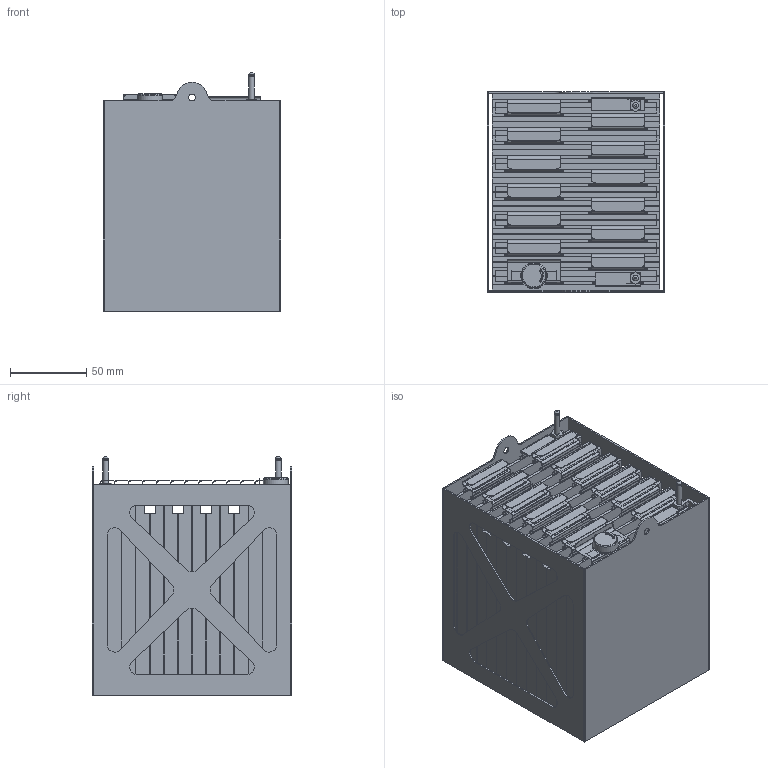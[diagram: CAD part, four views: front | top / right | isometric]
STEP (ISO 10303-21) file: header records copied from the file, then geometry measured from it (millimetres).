
FILE_DESCRIPTION(/* description */ ('CAx-IF Rec.Pracs.---Representation and Presentation of Product Manufacturing Information (PMI)---4.0---2014-10-13','CAx-IF Rec.Pracs.---3D Tessellated Geometry---0.4---2014-09-14','2;1'),/* implementation_level */ '2;1');
FILE_NAME(/* name */ '002199_E_1-Cell_stack_V3_ct6',/* time_stamp */ '2023-12-21T11:18:45+01:00',/* author */ (''),/* organization */ (''),/* preprocessor_version */ 'ST-DEVELOPER v18.102',/* originating_system */ 'SIEMENS PLM Software NX2206.1700',/* authorisation */ $);
FILE_SCHEMA (('AP242_MANAGED_MODEL_BASED_3D_ENGINEERING_MIM_LF { 1 0 10303 442 3 1 4 }'));
Length unit declared in the file: millimetre
Products named in the file (13): 002199_E_1-Cell_stack_V3_ct6; 002241_A;1-stack_side_plates; 002203_B;1-MP_busbar_tab; 002346_A;1-wurth_M4_mutter_THT; 002056_A;1-RADLOCK_036_PIN; 002080_A;1-stack_endplate_ct6; 002078_A;1-iButton_FSG_Cell_Tempsensor; 002200_B;1-PouchCell 2.P; 002201_B;1-PouchCell 2.N; 002198_B;1-PouchCell 2.2; 002190_B;1-PouchCell 2.1; FlatPattern_Geometry
Assembly tree (25 placements, depth 3):
  002199_E_1-Cell_stack_V3_ct6
    002241_A;1-stack_side_plates
    002203_B;1-MP_busbar_tab
      002346_A;1-wurth_M4_mutter_THT
      002056_A;1-RADLOCK_036_PIN
    002203_B;1-MP_busbar_tab
      002346_A;1-wurth_M4_mutter_THT
      002056_A;1-RADLOCK_036_PIN
    002080_A;1-stack_endplate_ct6  x2
    002078_A;1-iButton_FSG_Cell_Tempsensor
    002200_B;1-PouchCell 2.P
    002201_B;1-PouchCell 2.N
    002198_B;1-PouchCell 2.2  x6
    002190_B;1-PouchCell 2.1  x6
    FlatPattern_Geometry
Bounding box: 116 x 131 x 156.2 mm (x, y, z)
Volume: 1721237 mm3; surface area: 623902.1 mm2
Topology: 79 solids, 107 shells, 1165 faces, 3034 edges, 2188 vertices
Faces by surface type: plane 928, cylinder 204, bspline 25, torus 5, cone 3
Full cylindrical faces by diameter (mm): 3.2 x2, 3.4 x2, 3.6 x4, 4 x2, 4.5 x2, 15.39 x1, 16.25 x1, 17.35 x1
Entity records: 19915 total; most frequent: CARTESIAN_POINT 4275, DIRECTION 2863, ORIENTED_EDGE 2382, EDGE_CURVE 1233, LINE 1109, VECTOR 1109, AXIS2_PLACEMENT_3D 877, VERTEX_POINT 837
